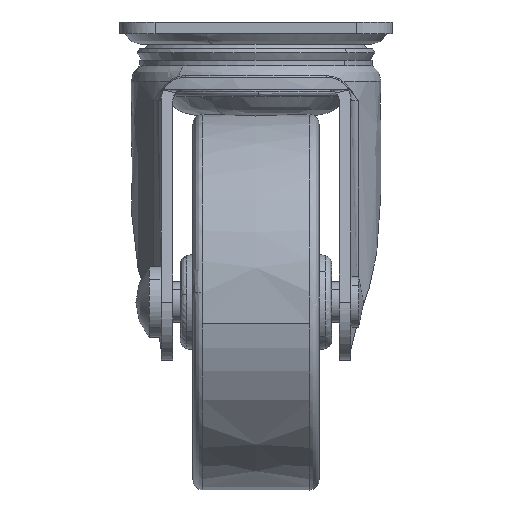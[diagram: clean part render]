
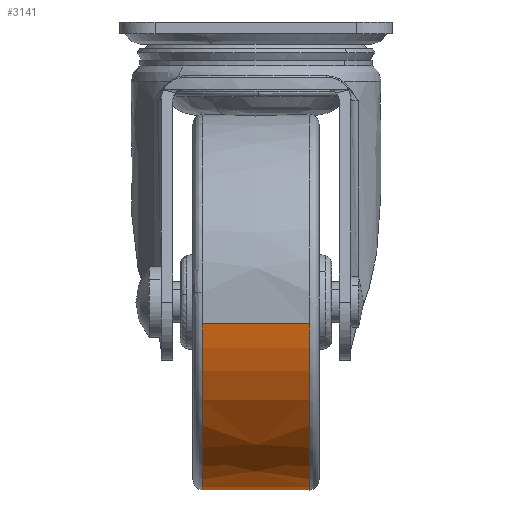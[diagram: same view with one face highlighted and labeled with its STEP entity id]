
A CAD part, left-side view. The second image highlights one B-rep face of the part: STEP entity #3141.
In plain terms, the highlighted free-form (B-spline) face has degree [2, 2] with [3, 3] control points.
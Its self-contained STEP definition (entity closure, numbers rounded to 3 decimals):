
#1919=CARTESIAN_POINT('',(-25.0,10.606,-92.719));
#1920=VERTEX_POINT('',#1919);
#1938=CARTESIAN_POINT('',(-61.97,10.606,-59.797));
#1939=VERTEX_POINT('',#1938);
#1940=CARTESIAN_POINT('',(-25.0,10.606,-92.719));
#1941=CARTESIAN_POINT('',(-26.692,10.606,-92.719));
#1942=CARTESIAN_POINT('',(-30.5,10.606,-92.459));
#1943=CARTESIAN_POINT('',(-35.816,10.606,-91.26));
#1944=CARTESIAN_POINT('',(-40.687,10.606,-89.358));
#1945=CARTESIAN_POINT('',(-45.095,10.606,-86.965));
#1946=CARTESIAN_POINT('',(-49.028,10.606,-84.076));
#1947=CARTESIAN_POINT('',(-52.425,10.606,-80.78));
#1948=CARTESIAN_POINT('',(-54.933,10.606,-77.723));
#1949=CARTESIAN_POINT('',(-57.085,10.606,-74.491));
#1950=CARTESIAN_POINT('',(-58.699,10.606,-71.43));
#1951=CARTESIAN_POINT('',(-60.125,10.606,-67.973));
#1952=CARTESIAN_POINT('',(-61.264,10.606,-64.259));
#1953=CARTESIAN_POINT('',(-61.791,10.606,-61.338));
#1954=CARTESIAN_POINT('',(-61.97,10.606,-59.797));
#1955=B_SPLINE_CURVE_WITH_KNOTS('',3,(#1940,#1941,#1942,#1943,#1944,#1945,#1946,#1947,#1948,#1949,#1950,#1951,#1952,#1953,#1954),.UNSPECIFIED.,.F.,.U.,(4,1,1,1,1,1,1,1,1,1,1,1,4),(0.,5.077,11.424,16.289,20.732,26.443,30.886,34.905,38.29,42.521,45.271,49.502,54.156),.UNSPECIFIED.);
#1956=EDGE_CURVE('',#1920,#1939,#1955,.T.);
#2151=CARTESIAN_POINT('',(-25.0,-10.606,-92.719));
#2152=VERTEX_POINT('',#2151);
#2279=CARTESIAN_POINT('',(-61.97,-10.606,-59.797));
#2280=VERTEX_POINT('',#2279);
#2301=CARTESIAN_POINT('',(-25.0,-10.606,-92.719));
#2302=CARTESIAN_POINT('',(-26.551,-10.606,-92.719));
#2303=CARTESIAN_POINT('',(-29.513,-10.606,-92.533));
#2304=CARTESIAN_POINT('',(-34.445,-10.606,-91.626));
#2305=CARTESIAN_POINT('',(-39.279,-10.606,-90.018));
#2306=CARTESIAN_POINT('',(-43.187,-10.606,-88.038));
#2307=CARTESIAN_POINT('',(-46.409,-10.606,-86.006));
#2308=CARTESIAN_POINT('',(-48.995,-10.606,-84.037));
#2309=CARTESIAN_POINT('',(-51.93,-10.606,-81.286));
#2310=CARTESIAN_POINT('',(-54.988,-10.606,-77.767));
#2311=CARTESIAN_POINT('',(-57.93,-10.606,-73.18));
#2312=CARTESIAN_POINT('',(-59.824,-10.606,-68.837));
#2313=CARTESIAN_POINT('',(-61.206,-10.606,-64.465));
#2314=CARTESIAN_POINT('',(-61.742,-10.606,-61.759));
#2315=CARTESIAN_POINT('',(-61.97,-10.606,-59.797));
#2316=B_SPLINE_CURVE_WITH_KNOTS('',3,(#2301,#2302,#2303,#2304,#2305,#2306,#2307,#2308,#2309,#2310,#2311,#2312,#2313,#2314,#2315),.UNSPECIFIED.,.F.,.U.,(4,1,1,1,1,1,1,1,1,1,1,1,4),(0.,4.654,8.885,15.02,19.885,22.001,26.443,29.616,34.059,40.405,45.906,48.233,54.156),.UNSPECIFIED.);
#2317=EDGE_CURVE('',#2152,#2280,#2316,.T.);
#3083=CARTESIAN_POINT('',(-61.97,10.606,-59.797));
#3084=CARTESIAN_POINT('',(-62.529,0.,-59.862));
#3085=CARTESIAN_POINT('',(-61.97,-10.606,-59.797));
#3093=(BOUNDED_CURVE()B_SPLINE_CURVE(2,(#3083,#3084,#3085),.UNSPECIFIED.,.F.,.U.)B_SPLINE_CURVE_WITH_KNOTS((3,3),(0.459,0.541),.UNSPECIFIED.)CURVE()GEOMETRIC_REPRESENTATION_ITEM()RATIONAL_B_SPLINE_CURVE((0.868,0.867,0.868))REPRESENTATION_ITEM(''));
#3094=EDGE_CURVE('',#1939,#2280,#3093,.T.);
#3100=CARTESIAN_POINT('',(-25.,10.606,-92.719));
#3101=CARTESIAN_POINT('',(-25.,0.,-93.282));
#3102=CARTESIAN_POINT('',(-25.0,-10.606,-92.719));
#3110=(BOUNDED_CURVE()B_SPLINE_CURVE(2,(#3100,#3101,#3102),.UNSPECIFIED.,.F.,.U.)B_SPLINE_CURVE_WITH_KNOTS((3,3),(0.459,0.541),.UNSPECIFIED.)CURVE()GEOMETRIC_REPRESENTATION_ITEM()RATIONAL_B_SPLINE_CURVE((0.907,0.906,0.907))REPRESENTATION_ITEM(''));
#3111=EDGE_CURVE('',#1920,#2152,#3110,.T.);
#3118=CARTESIAN_POINT('',(-25.,11.664,-92.66));
#3119=CARTESIAN_POINT('',(-25.0,0.,-93.341));
#3120=CARTESIAN_POINT('',(-25.,-11.664,-92.66));
#3121=CARTESIAN_POINT('',(-58.09,11.664,-92.66));
#3122=CARTESIAN_POINT('',(-58.697,0.,-93.341));
#3123=CARTESIAN_POINT('',(-58.09,-11.664,-92.66));
#3124=CARTESIAN_POINT('',(-61.911,11.664,-59.791));
#3125=CARTESIAN_POINT('',(-62.588,0.,-59.869));
#3126=CARTESIAN_POINT('',(-61.911,-11.664,-59.791));
#3134=(BOUNDED_SURFACE()B_SPLINE_SURFACE(2,2,((#3118,#3121,#3124),(#3119,#3122,#3125),(#3120,#3123,#3126)),.UNSPECIFIED.,.F.,.F.,.U.)B_SPLINE_SURFACE_WITH_KNOTS((3,3),(3,3),(0.0,23.348),(0.0,57.099),.UNSPECIFIED.)GEOMETRIC_REPRESENTATION_ITEM()RATIONAL_B_SPLINE_SURFACE(((0.907,0.663,0.868),(0.905,0.661,0.866),(0.907,0.663,0.868)))REPRESENTATION_ITEM('')SURFACE());
#3135=ORIENTED_EDGE('',*,*,#1956,.F.);
#3136=ORIENTED_EDGE('',*,*,#3111,.T.);
#3137=ORIENTED_EDGE('',*,*,#2317,.T.);
#3138=ORIENTED_EDGE('',*,*,#3094,.F.);
#3139=EDGE_LOOP('',(#3135,#3136,#3137,#3138));
#3140=FACE_OUTER_BOUND('',#3139,.T.);
#3141=ADVANCED_FACE('',(#3140),#3134,.T.);
